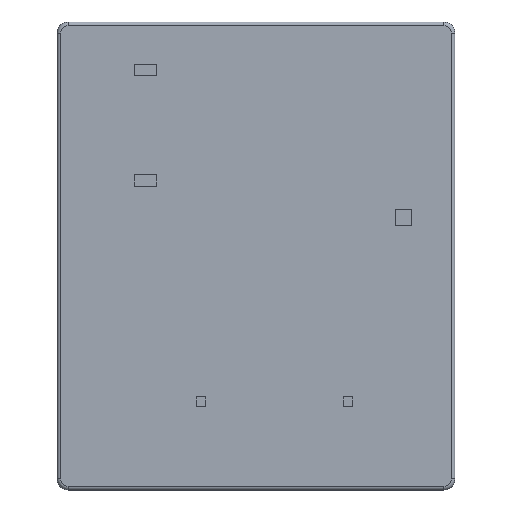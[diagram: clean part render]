
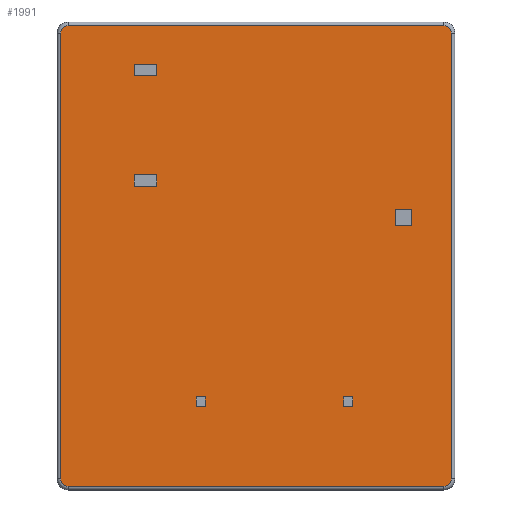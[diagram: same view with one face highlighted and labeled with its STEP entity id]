
A CAD part, front view. The second image highlights one B-rep face of the part: STEP entity #1991.
In plain terms, the highlighted planar face has unit normal (0, -1, 0).
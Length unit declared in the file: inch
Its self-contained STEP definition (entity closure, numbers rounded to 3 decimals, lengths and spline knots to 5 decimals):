
#15 = CARTESIAN_POINT ( 'NONE',  ( 0.53, 0., 0.605 ) ) ;
#38 = CARTESIAN_POINT ( 'NONE',  ( 0., 0., 0. ) ) ;
#42 = CIRCLE ( 'NONE', #171, 0.02 ) ;
#51 = DIRECTION ( 'NONE',  ( 0., -1., 0. ) ) ;
#150 = EDGE_CURVE ( 'NONE', #1253, #1629, #3157, .T. ) ;
#159 = ORIENTED_EDGE ( 'NONE', *, *, #1007, .T. ) ;
#171 = AXIS2_PLACEMENT_3D ( 'NONE', #782, #51, #1062 ) ;
#321 = PLANE ( 'NONE',  #1029 ) ;
#370 = DIRECTION ( 'NONE',  ( 0., -1., 0. ) ) ;
#378 = ORIENTED_EDGE ( 'NONE', *, *, #2560, .T. ) ;
#418 = ORIENTED_EDGE ( 'NONE', *, *, #150, .T. ) ;
#457 = CARTESIAN_POINT ( 'NONE',  ( 0.51, 0., 0.625 ) ) ;
#513 = CARTESIAN_POINT ( 'NONE',  ( 0.51, 0., -0.625 ) ) ;
#611 = EDGE_CURVE ( 'NONE', #1903, #2147, #2359, .T. ) ;
#618 = VERTEX_POINT ( 'NONE', #2299 ) ;
#751 = DIRECTION ( 'NONE',  ( 0., -1., 0. ) ) ;
#782 = CARTESIAN_POINT ( 'NONE',  ( 0.51, 0., 0.605 ) ) ;
#1007 = EDGE_CURVE ( 'NONE', #1590, #1817, #2211, .T. ) ;
#1029 = AXIS2_PLACEMENT_3D ( 'NONE', #38, #3167, #2614 ) ;
#1062 = DIRECTION ( 'NONE',  ( 0., 0., 1. ) ) ;
#1115 = CARTESIAN_POINT ( 'NONE',  ( -0.51, 0., 0.605 ) ) ;
#1177 = VECTOR ( 'NONE', #3180, 39.37008 ) ;
#1219 = CARTESIAN_POINT ( 'NONE',  ( 0.51, 0., -0.605 ) ) ;
#1253 = VERTEX_POINT ( 'NONE', #457 ) ;
#1256 = LINE ( 'NONE', #2881, #1177 ) ;
#1326 = LINE ( 'NONE', #3057, #3001 ) ;
#1554 = EDGE_CURVE ( 'NONE', #1817, #618, #1599, .T. ) ;
#1590 = VERTEX_POINT ( 'NONE', #2994 ) ;
#1599 = CIRCLE ( 'NONE', #2519, 0.02 ) ;
#1602 = VECTOR ( 'NONE', #2031, 39.37008 ) ;
#1629 = VERTEX_POINT ( 'NONE', #1683 ) ;
#1655 = AXIS2_PLACEMENT_3D ( 'NONE', #1115, #2186, #3235 ) ;
#1683 = CARTESIAN_POINT ( 'NONE',  ( -0.51, 0., 0.625 ) ) ;
#1750 = AXIS2_PLACEMENT_3D ( 'NONE', #1219, #751, #2034 ) ;
#1771 = CARTESIAN_POINT ( 'NONE',  ( -0.53, 0., 0. ) ) ;
#1801 = FACE_OUTER_BOUND ( 'NONE', #2101, .T. ) ;
#1817 = VERTEX_POINT ( 'NONE', #3088 ) ;
#1862 = CIRCLE ( 'NONE', #1655, 0.02 ) ;
#1903 = VERTEX_POINT ( 'NONE', #513 ) ;
#1932 = VECTOR ( 'NONE', #2073, 39.37008 ) ;
#1969 = EDGE_CURVE ( 'NONE', #618, #1903, #1256, .T. ) ;
#1991 = ADVANCED_FACE ( 'NONE', ( #1801 ), #321, .F. ) ;
#2029 = VERTEX_POINT ( 'NONE', #15 ) ;
#2031 = DIRECTION ( 'NONE',  ( 0., 0., -1. ) ) ;
#2034 = DIRECTION ( 'NONE',  ( 0., 0., 1. ) ) ;
#2073 = DIRECTION ( 'NONE',  ( -1., 0., 0. ) ) ;
#2101 = EDGE_LOOP ( 'NONE', ( #3178, #2140, #3170, #2806, #418, #378, #159, #2313 ) ) ;
#2140 = ORIENTED_EDGE ( 'NONE', *, *, #611, .T. ) ;
#2147 = VERTEX_POINT ( 'NONE', #3324 ) ;
#2186 = DIRECTION ( 'NONE',  ( 0., -1., 0. ) ) ;
#2206 = CARTESIAN_POINT ( 'NONE',  ( -0.51, 0., -0.605 ) ) ;
#2211 = LINE ( 'NONE', #1771, #1602 ) ;
#2289 = DIRECTION ( 'NONE',  ( 0., 0., 1. ) ) ;
#2299 = CARTESIAN_POINT ( 'NONE',  ( -0.51, 0., -0.625 ) ) ;
#2313 = ORIENTED_EDGE ( 'NONE', *, *, #1554, .T. ) ;
#2359 = CIRCLE ( 'NONE', #1750, 0.02 ) ;
#2519 = AXIS2_PLACEMENT_3D ( 'NONE', #2206, #370, #2960 ) ;
#2560 = EDGE_CURVE ( 'NONE', #1629, #1590, #1862, .T. ) ;
#2614 = DIRECTION ( 'NONE',  ( 0., 0., 1. ) ) ;
#2806 = ORIENTED_EDGE ( 'NONE', *, *, #3285, .T. ) ;
#2881 = CARTESIAN_POINT ( 'NONE',  ( 0., 0., -0.625 ) ) ;
#2960 = DIRECTION ( 'NONE',  ( 0., 0., 1. ) ) ;
#2994 = CARTESIAN_POINT ( 'NONE',  ( -0.53, 0., 0.605 ) ) ;
#3001 = VECTOR ( 'NONE', #2289, 39.37008 ) ;
#3057 = CARTESIAN_POINT ( 'NONE',  ( 0.53, 0., 0. ) ) ;
#3073 = CARTESIAN_POINT ( 'NONE',  ( 0., 0., 0.625 ) ) ;
#3088 = CARTESIAN_POINT ( 'NONE',  ( -0.53, 0., -0.605 ) ) ;
#3157 = LINE ( 'NONE', #3073, #1932 ) ;
#3167 = DIRECTION ( 'NONE',  ( 0., 1., 0. ) ) ;
#3170 = ORIENTED_EDGE ( 'NONE', *, *, #3243, .T. ) ;
#3178 = ORIENTED_EDGE ( 'NONE', *, *, #1969, .T. ) ;
#3180 = DIRECTION ( 'NONE',  ( 1., 0., 0. ) ) ;
#3235 = DIRECTION ( 'NONE',  ( 0., 0., 1. ) ) ;
#3243 = EDGE_CURVE ( 'NONE', #2147, #2029, #1326, .T. ) ;
#3285 = EDGE_CURVE ( 'NONE', #2029, #1253, #42, .T. ) ;
#3324 = CARTESIAN_POINT ( 'NONE',  ( 0.53, 0., -0.605 ) ) ;
